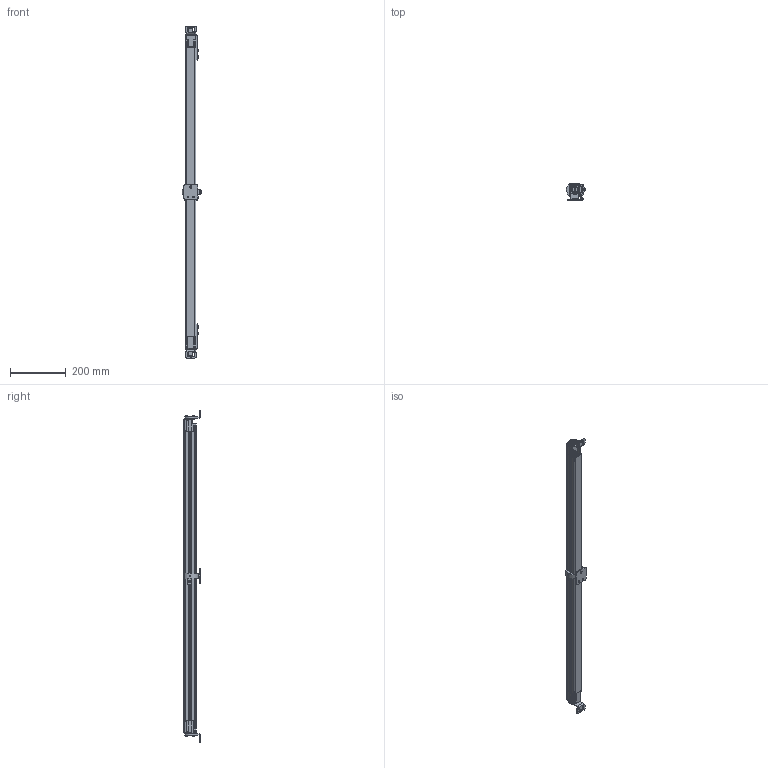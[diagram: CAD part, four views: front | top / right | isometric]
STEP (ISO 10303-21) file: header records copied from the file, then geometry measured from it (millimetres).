
FILE_DESCRIPTION((''),'2;1');
FILE_NAME('181260_ASM','2018-03-08T',('pdmadmin'),('BANNER ENGINEERING'),'CREO PARAMETRIC BY PTC INC, 2016260','CREO PARAMETRIC BY PTC INC, 2016260','');
FILE_SCHEMA(('CONFIG_CONTROL_DESIGN'));
Products named in the file (16): 172752; 168214; 114466; 168215; 178816; 178816_SPLINE; 172297_ASSEMBLED; 175513; PEM_PIN_FH-5MM-8; 175513_ASM; 58892; 175514; 175516; 135029; 114483; 181260_ASM
Assembly tree (35 placements, depth 3):
  181260_ASM
    172752
    168214
    114466  x8
    168215
    178816
    178816_SPLINE  x2
    172297_ASSEMBLED  x2
    175513_ASM  x2
      175513
      PEM_PIN_FH-5MM-8
    58892  x7
    175514  x2
    175516  x4
    135029
    114483
Bounding box: 68.64 x 60.5 x 1190.1 mm (x, y, z)
Volume: 780481.6 mm3; surface area: 553853.1 mm2
Topology: 35 solids, 54 shells, 3950 faces, 10697 edges, 6860 vertices
Faces by surface type: plane 1913, cylinder 1544, bspline 311, cone 78, torus 64, sphere 40
Entity records: 73250 total; most frequent: CARTESIAN_POINT 28617, ORIENTED_EDGE 9482, DIRECTION 8860, EDGE_CURVE 4767, VECTOR 3070, LINE 3070, VERTEX_POINT 3005, AXIS2_PLACEMENT_3D 2895
